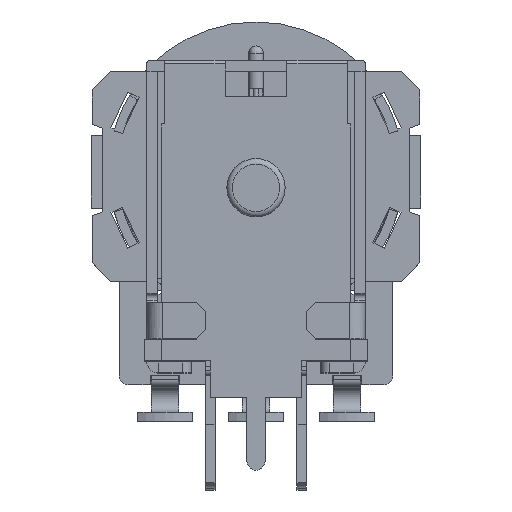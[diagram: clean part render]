
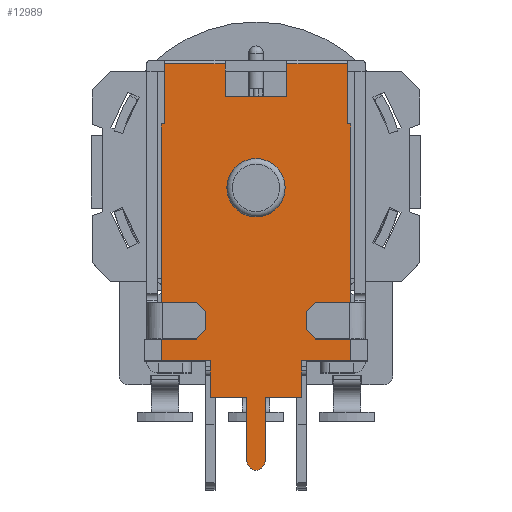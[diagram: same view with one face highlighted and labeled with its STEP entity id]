
A CAD part, top view. The second image highlights one B-rep face of the part: STEP entity #12989.
In plain terms, the highlighted planar face has unit normal (0, 0, 1).
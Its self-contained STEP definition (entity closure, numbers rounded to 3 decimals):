
#12810=CARTESIAN_POINT('',(0.,-2.276,15.35));
#12811=DIRECTION('',(0.0,0.0,1.0));
#12812=DIRECTION('',(1.0,0.0,0.0));
#12813=AXIS2_PLACEMENT_3D('',#12810,#12811,#12812);
#12814=PLANE('',#12813);
#12815=CARTESIAN_POINT('',(0.5,-16.,15.35));
#12816=VERTEX_POINT('',#12815);
#12817=CARTESIAN_POINT('',(0.5,-12.5,15.35));
#12818=VERTEX_POINT('',#12817);
#12819=CARTESIAN_POINT('',(0.5,-16.,15.35));
#12820=DIRECTION('',(0.0,1.0,0.0));
#12821=VECTOR('',#12820,3.5);
#12822=LINE('',#12819,#12821);
#12823=EDGE_CURVE('',#12816,#12818,#12822,.T.);
#12824=ORIENTED_EDGE('',*,*,#12823,.T.);
#12825=CARTESIAN_POINT('',(2.5,-12.5,15.35));
#12826=VERTEX_POINT('',#12825);
#12827=CARTESIAN_POINT('',(0.5,-12.5,15.35));
#12828=DIRECTION('',(1.0,0.0,0.0));
#12829=VECTOR('',#12828,2.0);
#12830=LINE('',#12827,#12829);
#12831=EDGE_CURVE('',#12818,#12826,#12830,.T.);
#12832=ORIENTED_EDGE('',*,*,#12831,.T.);
#12833=CARTESIAN_POINT('',(2.5,-10.5,15.35));
#12834=VERTEX_POINT('',#12833);
#12835=CARTESIAN_POINT('',(2.5,-12.5,15.35));
#12836=DIRECTION('',(0.0,1.0,0.0));
#12837=VECTOR('',#12836,2.0);
#12838=LINE('',#12835,#12837);
#12839=EDGE_CURVE('',#12826,#12834,#12838,.T.);
#12840=ORIENTED_EDGE('',*,*,#12839,.T.);
#12841=CARTESIAN_POINT('',(5.2,-10.5,15.35));
#12842=VERTEX_POINT('',#12841);
#12843=CARTESIAN_POINT('',(5.2,-10.5,15.35));
#12844=DIRECTION('',(-1.0,0.0,0.0));
#12845=VECTOR('',#12844,2.7);
#12846=LINE('',#12843,#12845);
#12847=EDGE_CURVE('',#12842,#12834,#12846,.T.);
#12848=ORIENTED_EDGE('',*,*,#12847,.F.);
#12849=CARTESIAN_POINT('',(5.2,2.5,15.35));
#12850=VERTEX_POINT('',#12849);
#12851=CARTESIAN_POINT('',(5.2,2.5,15.35));
#12852=DIRECTION('',(0.0,-1.0,0.0));
#12853=VECTOR('',#12852,13.);
#12854=LINE('',#12851,#12853);
#12855=EDGE_CURVE('',#12850,#12842,#12854,.T.);
#12856=ORIENTED_EDGE('',*,*,#12855,.F.);
#12857=CARTESIAN_POINT('',(5.,2.5,15.35));
#12858=VERTEX_POINT('',#12857);
#12859=CARTESIAN_POINT('',(5.,2.5,15.35));
#12860=DIRECTION('',(1.0,0.0,0.0));
#12861=VECTOR('',#12860,0.2);
#12862=LINE('',#12859,#12861);
#12863=EDGE_CURVE('',#12858,#12850,#12862,.T.);
#12864=ORIENTED_EDGE('',*,*,#12863,.F.);
#12865=CARTESIAN_POINT('',(5.,5.8,15.35));
#12866=VERTEX_POINT('',#12865);
#12867=CARTESIAN_POINT('',(5.,5.8,15.35));
#12868=DIRECTION('',(0.0,-1.0,0.0));
#12869=VECTOR('',#12868,3.3);
#12870=LINE('',#12867,#12869);
#12871=EDGE_CURVE('',#12866,#12858,#12870,.T.);
#12872=ORIENTED_EDGE('',*,*,#12871,.F.);
#12873=CARTESIAN_POINT('',(1.7,5.8,15.35));
#12874=VERTEX_POINT('',#12873);
#12875=CARTESIAN_POINT('',(1.7,5.8,15.35));
#12876=DIRECTION('',(1.0,0.0,0.0));
#12877=VECTOR('',#12876,3.3);
#12878=LINE('',#12875,#12877);
#12879=EDGE_CURVE('',#12874,#12866,#12878,.T.);
#12880=ORIENTED_EDGE('',*,*,#12879,.F.);
#12881=CARTESIAN_POINT('',(1.7,4.,15.35));
#12882=VERTEX_POINT('',#12881);
#12883=CARTESIAN_POINT('',(1.7,5.8,15.35));
#12884=DIRECTION('',(0.0,-1.0,0.0));
#12885=VECTOR('',#12884,1.8);
#12886=LINE('',#12883,#12885);
#12887=EDGE_CURVE('',#12874,#12882,#12886,.T.);
#12888=ORIENTED_EDGE('',*,*,#12887,.T.);
#12889=CARTESIAN_POINT('',(-1.7,4.,15.35));
#12890=VERTEX_POINT('',#12889);
#12891=CARTESIAN_POINT('',(1.7,4.,15.35));
#12892=DIRECTION('',(-1.0,0.0,0.0));
#12893=VECTOR('',#12892,3.4);
#12894=LINE('',#12891,#12893);
#12895=EDGE_CURVE('',#12882,#12890,#12894,.T.);
#12896=ORIENTED_EDGE('',*,*,#12895,.T.);
#12897=CARTESIAN_POINT('',(-1.7,5.8,15.35));
#12898=VERTEX_POINT('',#12897);
#12899=CARTESIAN_POINT('',(-1.7,4.,15.35));
#12900=DIRECTION('',(0.0,1.0,0.0));
#12901=VECTOR('',#12900,1.8);
#12902=LINE('',#12899,#12901);
#12903=EDGE_CURVE('',#12890,#12898,#12902,.T.);
#12904=ORIENTED_EDGE('',*,*,#12903,.T.);
#12905=CARTESIAN_POINT('',(-5.,5.8,15.35));
#12906=VERTEX_POINT('',#12905);
#12907=CARTESIAN_POINT('',(-5.,5.8,15.35));
#12908=DIRECTION('',(1.0,0.0,0.0));
#12909=VECTOR('',#12908,3.3);
#12910=LINE('',#12907,#12909);
#12911=EDGE_CURVE('',#12906,#12898,#12910,.T.);
#12912=ORIENTED_EDGE('',*,*,#12911,.F.);
#12913=CARTESIAN_POINT('',(-5.,2.5,15.35));
#12914=VERTEX_POINT('',#12913);
#12915=CARTESIAN_POINT('',(-5.,2.5,15.35));
#12916=DIRECTION('',(0.0,1.0,0.0));
#12917=VECTOR('',#12916,3.3);
#12918=LINE('',#12915,#12917);
#12919=EDGE_CURVE('',#12914,#12906,#12918,.T.);
#12920=ORIENTED_EDGE('',*,*,#12919,.F.);
#12921=CARTESIAN_POINT('',(-5.2,2.5,15.35));
#12922=VERTEX_POINT('',#12921);
#12923=CARTESIAN_POINT('',(-5.2,2.5,15.35));
#12924=DIRECTION('',(1.0,0.0,0.0));
#12925=VECTOR('',#12924,0.2);
#12926=LINE('',#12923,#12925);
#12927=EDGE_CURVE('',#12922,#12914,#12926,.T.);
#12928=ORIENTED_EDGE('',*,*,#12927,.F.);
#12929=CARTESIAN_POINT('',(-5.2,-10.5,15.35));
#12930=VERTEX_POINT('',#12929);
#12931=CARTESIAN_POINT('',(-5.2,-10.5,15.35));
#12932=DIRECTION('',(0.0,1.0,0.0));
#12933=VECTOR('',#12932,13.);
#12934=LINE('',#12931,#12933);
#12935=EDGE_CURVE('',#12930,#12922,#12934,.T.);
#12936=ORIENTED_EDGE('',*,*,#12935,.F.);
#12937=CARTESIAN_POINT('',(-2.5,-10.5,15.35));
#12938=VERTEX_POINT('',#12937);
#12939=CARTESIAN_POINT('',(-2.5,-10.5,15.35));
#12940=DIRECTION('',(-1.0,0.0,0.0));
#12941=VECTOR('',#12940,2.7);
#12942=LINE('',#12939,#12941);
#12943=EDGE_CURVE('',#12938,#12930,#12942,.T.);
#12944=ORIENTED_EDGE('',*,*,#12943,.F.);
#12945=CARTESIAN_POINT('',(-2.5,-12.5,15.35));
#12946=VERTEX_POINT('',#12945);
#12947=CARTESIAN_POINT('',(-2.5,-10.5,15.35));
#12948=DIRECTION('',(0.0,-1.0,0.0));
#12949=VECTOR('',#12948,2.0);
#12950=LINE('',#12947,#12949);
#12951=EDGE_CURVE('',#12938,#12946,#12950,.T.);
#12952=ORIENTED_EDGE('',*,*,#12951,.T.);
#12953=CARTESIAN_POINT('',(-0.5,-12.5,15.35));
#12954=VERTEX_POINT('',#12953);
#12955=CARTESIAN_POINT('',(-2.5,-12.5,15.35));
#12956=DIRECTION('',(1.0,0.0,0.0));
#12957=VECTOR('',#12956,2.);
#12958=LINE('',#12955,#12957);
#12959=EDGE_CURVE('',#12946,#12954,#12958,.T.);
#12960=ORIENTED_EDGE('',*,*,#12959,.T.);
#12961=CARTESIAN_POINT('',(-0.5,-16.,15.35));
#12962=VERTEX_POINT('',#12961);
#12963=CARTESIAN_POINT('',(-0.5,-12.5,15.35));
#12964=DIRECTION('',(0.0,-1.0,0.0));
#12965=VECTOR('',#12964,3.5);
#12966=LINE('',#12963,#12965);
#12967=EDGE_CURVE('',#12954,#12962,#12966,.T.);
#12968=ORIENTED_EDGE('',*,*,#12967,.T.);
#12969=CARTESIAN_POINT('',(0.,-16.,15.35));
#12970=DIRECTION('',(0.0,0.0,1.0));
#12971=DIRECTION('',(-1.0,0.0,0.0));
#12972=AXIS2_PLACEMENT_3D('',#12969,#12970,#12971);
#12973=CIRCLE('',#12972,0.5);
#12974=EDGE_CURVE('',#12962,#12816,#12973,.T.);
#12975=ORIENTED_EDGE('',*,*,#12974,.T.);
#12976=EDGE_LOOP('',(#12824,#12832,#12840,#12848,#12856,#12864,#12872,#12880,#12888,#12896,#12904,#12912,#12920,#12928,#12936,#12944,#12952,#12960,#12968,#12975));
#12977=FACE_OUTER_BOUND('',#12976,.T.);
#12978=CARTESIAN_POINT('',(1.6,-1.,15.35));
#12979=VERTEX_POINT('',#12978);
#12980=CARTESIAN_POINT('',(0.,-1.,15.35));
#12981=DIRECTION('',(0.0,0.0,-1.0));
#12982=DIRECTION('',(-1.0,0.0,0.0));
#12983=AXIS2_PLACEMENT_3D('',#12980,#12981,#12982);
#12984=CIRCLE('',#12983,1.6);
#12985=EDGE_CURVE('',#12979,#12979,#12984,.T.);
#12986=ORIENTED_EDGE('',*,*,#12985,.T.);
#12987=EDGE_LOOP('',(#12986));
#12988=FACE_BOUND('',#12987,.T.);
#12989=ADVANCED_FACE('',(#12977,#12988),#12814,.T.);
